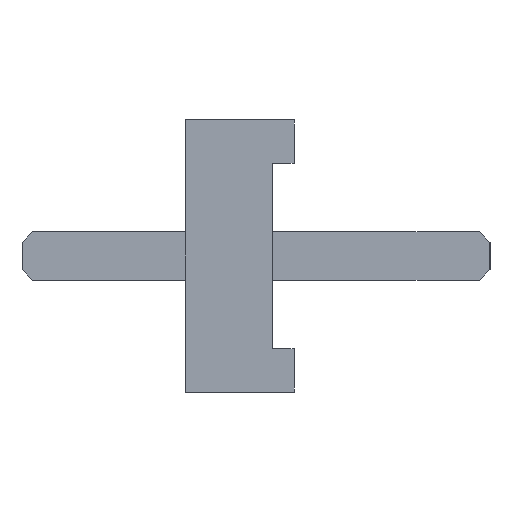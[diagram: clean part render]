
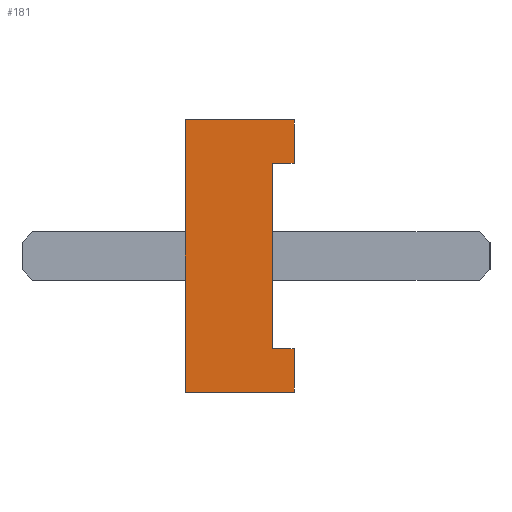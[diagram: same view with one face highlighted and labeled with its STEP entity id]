
A CAD part, left-side view. The second image highlights one B-rep face of the part: STEP entity #181.
In plain terms, the highlighted planar face has unit normal (-1, 0, 0).
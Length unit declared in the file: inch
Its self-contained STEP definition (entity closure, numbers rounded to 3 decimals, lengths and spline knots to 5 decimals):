
#181 = ADVANCED_FACE( '', ( #401 ), #402, .F. );
#401 = FACE_OUTER_BOUND( '', #818, .T. );
#402 = PLANE( '', #819 );
#818 = EDGE_LOOP( '', ( #1356, #1357, #1358, #1359, #1360, #1361, #1362, #1363 ) );
#819 = AXIS2_PLACEMENT_3D( '', #1364, #1365, #1366 );
#1356 = ORIENTED_EDGE( '', *, *, #3015, .T. );
#1357 = ORIENTED_EDGE( '', *, *, #2998, .T. );
#1358 = ORIENTED_EDGE( '', *, *, #2921, .T. );
#1359 = ORIENTED_EDGE( '', *, *, #2915, .T. );
#1360 = ORIENTED_EDGE( '', *, *, #3016, .F. );
#1361 = ORIENTED_EDGE( '', *, *, #3017, .F. );
#1362 = ORIENTED_EDGE( '', *, *, #2936, .T. );
#1363 = ORIENTED_EDGE( '', *, *, #2933, .T. );
#1364 = CARTESIAN_POINT( '', ( -0.6, 0.1, -0.125 ) );
#1365 = DIRECTION( '', ( 1., 0., 0. ) );
#1366 = DIRECTION( '', ( 0., 0., -1. ) );
#2915 = EDGE_CURVE( '', #3469, #3473, #3475, .T. );
#2921 = EDGE_CURVE( '', #3486, #3469, #3487, .T. );
#2933 = EDGE_CURVE( '', #3510, #3508, #3511, .T. );
#2936 = EDGE_CURVE( '', #3515, #3510, #3516, .T. );
#2998 = EDGE_CURVE( '', #3636, #3486, #3637, .T. );
#3015 = EDGE_CURVE( '', #3508, #3636, #3666, .T. );
#3016 = EDGE_CURVE( '', #3667, #3473, #3668, .T. );
#3017 = EDGE_CURVE( '', #3515, #3667, #3669, .T. );
#3469 = VERTEX_POINT( '', #4385 );
#3473 = VERTEX_POINT( '', #4391 );
#3475 = LINE( '', #4394, #4395 );
#3486 = VERTEX_POINT( '', #4411 );
#3487 = LINE( '', #4412, #4413 );
#3508 = VERTEX_POINT( '', #4444 );
#3510 = VERTEX_POINT( '', #4447 );
#3511 = LINE( '', #4448, #4449 );
#3515 = VERTEX_POINT( '', #4455 );
#3516 = LINE( '', #4456, #4457 );
#3636 = VERTEX_POINT( '', #4638 );
#3637 = LINE( '', #4639, #4640 );
#3666 = LINE( '', #4685, #4686 );
#3667 = VERTEX_POINT( '', #4687 );
#3668 = LINE( '', #4688, #4689 );
#3669 = LINE( '', #4690, #4691 );
#4385 = CARTESIAN_POINT( '', ( -0.6, 0., 0.085 ) );
#4391 = CARTESIAN_POINT( '', ( -0.6, 0., 0.125 ) );
#4394 = CARTESIAN_POINT( '', ( -0.6, 0., -0.125 ) );
#4395 = VECTOR( '', #5843, 39.37008 );
#4411 = CARTESIAN_POINT( '', ( -0.6, 0.02, 0.085 ) );
#4412 = CARTESIAN_POINT( '', ( -0.6, 0.02, 0.085 ) );
#4413 = VECTOR( '', #5849, 39.37008 );
#4444 = CARTESIAN_POINT( '', ( -0.6, 0., -0.085 ) );
#4447 = CARTESIAN_POINT( '', ( -0.6, 0., -0.125 ) );
#4448 = CARTESIAN_POINT( '', ( -0.6, 0., -0.125 ) );
#4449 = VECTOR( '', #5861, 39.37008 );
#4455 = CARTESIAN_POINT( '', ( -0.6, 0.1, -0.125 ) );
#4456 = CARTESIAN_POINT( '', ( -0.6, 0.1, -0.125 ) );
#4457 = VECTOR( '', #5864, 39.37008 );
#4638 = CARTESIAN_POINT( '', ( -0.6, 0.02, -0.085 ) );
#4639 = CARTESIAN_POINT( '', ( -0.6, 0.02, -0.085 ) );
#4640 = VECTOR( '', #5926, 39.37008 );
#4685 = CARTESIAN_POINT( '', ( -0.6, 0., -0.085 ) );
#4686 = VECTOR( '', #5943, 39.37008 );
#4687 = CARTESIAN_POINT( '', ( -0.6, 0.1, 0.125 ) );
#4688 = CARTESIAN_POINT( '', ( -0.6, 0.1, 0.125 ) );
#4689 = VECTOR( '', #5944, 39.37008 );
#4690 = CARTESIAN_POINT( '', ( -0.6, 0.1, -0.125 ) );
#4691 = VECTOR( '', #5945, 39.37008 );
#5843 = DIRECTION( '', ( 0., 0., 1. ) );
#5849 = DIRECTION( '', ( 0., -1., 0. ) );
#5861 = DIRECTION( '', ( 0., 0., 1. ) );
#5864 = DIRECTION( '', ( 0., -1., 0. ) );
#5926 = DIRECTION( '', ( 0., 0., 1. ) );
#5943 = DIRECTION( '', ( 0., 1., 0. ) );
#5944 = DIRECTION( '', ( 0., -1., 0. ) );
#5945 = DIRECTION( '', ( 0., 0., 1. ) );
